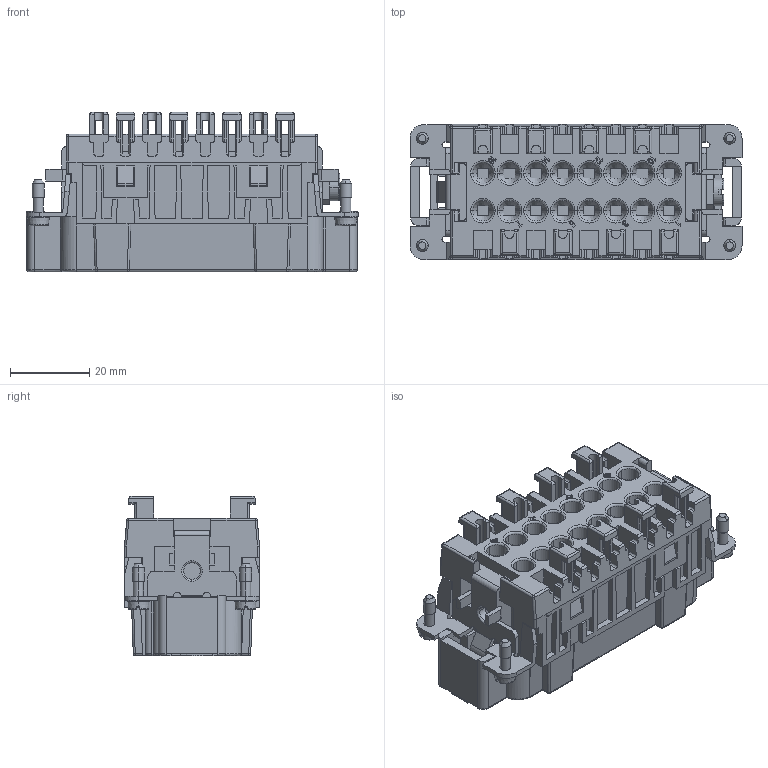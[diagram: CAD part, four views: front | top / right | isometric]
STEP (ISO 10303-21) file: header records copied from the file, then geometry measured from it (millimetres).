
FILE_DESCRIPTION(('Creo Elements/Direct Modeling STEP Export'),'2;1');
FILE_NAME('0lndrr03s1mm6hg3380','2015-08-03T13:24:53',(''),(''),'Creo Elements/Direct Modeling STEP processor for AP214 (Solid Model)','Creo Elements/Direct Modeling 18.1F 24-Jul-2014 (C) Parametric Technology GmbH','');
FILE_SCHEMA(('AUTOMOTIVE_DESIGN { 1 0 10303 214 1 1 1 1 }'));
Products named in the file (2): CMSHM_06
Assembly tree (1 placements, depth 2):
  CMSHM_06
    CMSHM_06
Bounding box: 83.6 x 34 x 40.1 mm (x, y, z)
Volume: 46892.5 mm3; surface area: 28665.6 mm2
Topology: 1 solids, 1 shells, 2212 faces, 6513 edges, 4358 vertices
Faces by surface type: plane 1503, cylinder 464, cone 146, torus 81, sphere 18
Entity records: 87089 total; most frequent: CARTESIAN_POINT 14619, ORIENTED_EDGE 12990, DIRECTION 11257, EDGE_CURVE 6495, VECTOR 4941, LINE 4941, VERTEX_POINT 4358, AXIS2_PLACEMENT_3D 3158
